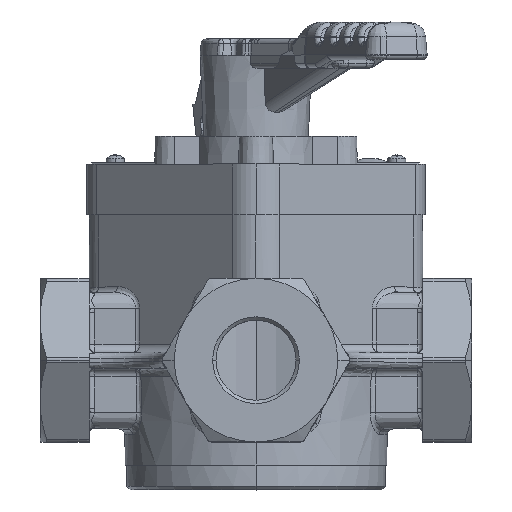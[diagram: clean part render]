
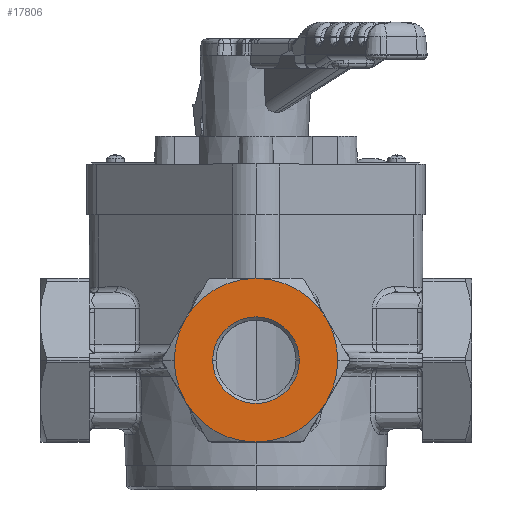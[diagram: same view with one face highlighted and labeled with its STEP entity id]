
A CAD part, top view. The second image highlights one B-rep face of the part: STEP entity #17806.
In plain terms, the highlighted planar face has unit normal (0, 0, 1).
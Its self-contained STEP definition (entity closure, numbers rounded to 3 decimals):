
#6956=CARTESIAN_POINT('Vertex',(0.,-20.,66.)) ;
#12988=CARTESIAN_POINT('Vertex',(-21.651,-32.5,66.)) ;
#13117=CARTESIAN_POINT('Axis2P3D Location',(0.,-45.,66.)) ;
#13134=CARTESIAN_POINT('Axis2P3D Location',(0.,-45.,66.)) ;
#13138=CARTESIAN_POINT('Vertex',(21.651,-32.5,66.)) ;
#17628=CARTESIAN_POINT('Vertex',(-25.,-45.,66.)) ;
#17631=CARTESIAN_POINT('Axis2P3D Location',(0.,-45.,66.)) ;
#17740=CARTESIAN_POINT('Axis2P3D Location',(-14.,-29.,66.)) ;
#17745=CARTESIAN_POINT('Axis2P3D Location',(0.,-45.,66.)) ;
#17749=CARTESIAN_POINT('Vertex',(-21.651,-57.5,66.)) ;
#17752=CARTESIAN_POINT('Axis2P3D Location',(0.,-45.,66.)) ;
#17756=CARTESIAN_POINT('Vertex',(0.,-70.,66.)) ;
#17759=CARTESIAN_POINT('Axis2P3D Location',(0.,-45.,66.)) ;
#17763=CARTESIAN_POINT('Vertex',(21.651,-57.5,66.)) ;
#17766=CARTESIAN_POINT('Axis2P3D Location',(0.,-45.,66.)) ;
#17770=CARTESIAN_POINT('Vertex',(25.,-45.,66.)) ;
#17773=CARTESIAN_POINT('Axis2P3D Location',(0.,-45.,66.)) ;
#17788=CARTESIAN_POINT('Axis2P3D Location',(0.,-45.,66.)) ;
#17792=CARTESIAN_POINT('Vertex',(13.25,-45.,66.)) ;
#17794=CARTESIAN_POINT('Vertex',(-13.25,-45.,66.)) ;
#17797=CARTESIAN_POINT('Axis2P3D Location',(0.,-45.,66.)) ;
#13118=DIRECTION('Axis2P3D Direction',(0.,0.,-1.)) ;
#13135=DIRECTION('Axis2P3D Direction',(0.,0.,-1.)) ;
#17632=DIRECTION('Axis2P3D Direction',(0.,0.,-1.)) ;
#17741=DIRECTION('Axis2P3D Direction',(0.,0.,-1.)) ;
#17742=DIRECTION('Axis2P3D XDirection',(-1.,0.,0.)) ;
#17746=DIRECTION('Axis2P3D Direction',(0.,0.,-1.)) ;
#17753=DIRECTION('Axis2P3D Direction',(0.,0.,-1.)) ;
#17760=DIRECTION('Axis2P3D Direction',(0.,0.,-1.)) ;
#17767=DIRECTION('Axis2P3D Direction',(0.,0.,-1.)) ;
#17774=DIRECTION('Axis2P3D Direction',(0.,0.,-1.)) ;
#17789=DIRECTION('Axis2P3D Direction',(0.,0.,-1.)) ;
#17798=DIRECTION('Axis2P3D Direction',(0.,0.,-1.)) ;
#13119=AXIS2_PLACEMENT_3D('Circle Axis2P3D',#13117,#13118,$) ;
#13136=AXIS2_PLACEMENT_3D('Circle Axis2P3D',#13134,#13135,$) ;
#17633=AXIS2_PLACEMENT_3D('Circle Axis2P3D',#17631,#17632,$) ;
#17743=AXIS2_PLACEMENT_3D('Plane Axis2P3D',#17740,#17741,#17742) ;
#17747=AXIS2_PLACEMENT_3D('Circle Axis2P3D',#17745,#17746,$) ;
#17754=AXIS2_PLACEMENT_3D('Circle Axis2P3D',#17752,#17753,$) ;
#17761=AXIS2_PLACEMENT_3D('Circle Axis2P3D',#17759,#17760,$) ;
#17768=AXIS2_PLACEMENT_3D('Circle Axis2P3D',#17766,#17767,$) ;
#17775=AXIS2_PLACEMENT_3D('Circle Axis2P3D',#17773,#17774,$) ;
#17790=AXIS2_PLACEMENT_3D('Circle Axis2P3D',#17788,#17789,$) ;
#17799=AXIS2_PLACEMENT_3D('Circle Axis2P3D',#17797,#17798,$) ;
#17779=ORIENTED_EDGE('',*,*,#17751,.F.) ;
#17780=ORIENTED_EDGE('',*,*,#17758,.F.) ;
#17781=ORIENTED_EDGE('',*,*,#17765,.F.) ;
#17782=ORIENTED_EDGE('',*,*,#17772,.F.) ;
#17783=ORIENTED_EDGE('',*,*,#17777,.F.) ;
#17784=ORIENTED_EDGE('',*,*,#13140,.F.) ;
#17785=ORIENTED_EDGE('',*,*,#13121,.F.) ;
#17786=ORIENTED_EDGE('',*,*,#17635,.F.) ;
#17803=ORIENTED_EDGE('',*,*,#17796,.T.) ;
#17804=ORIENTED_EDGE('',*,*,#17801,.T.) ;
#17805=FACE_BOUND('',#17802,.T.) ;
#17806=ADVANCED_FACE('500700424-2-solid1',(#17787,#17805),#17744,.F.) ;
#13120=CIRCLE('generated circle',#13119,25.) ;
#13137=CIRCLE('generated circle',#13136,25.) ;
#17634=CIRCLE('generated circle',#17633,25.) ;
#17748=CIRCLE('generated circle',#17747,25.) ;
#17755=CIRCLE('generated circle',#17754,25.) ;
#17762=CIRCLE('generated circle',#17761,25.) ;
#17769=CIRCLE('generated circle',#17768,25.) ;
#17776=CIRCLE('generated circle',#17775,25.) ;
#17791=CIRCLE('generated circle',#17790,13.25) ;
#17800=CIRCLE('generated circle',#17799,13.25) ;
#13121=EDGE_CURVE('',#12989,#6957,#13120,.T.) ;
#13140=EDGE_CURVE('',#6957,#13139,#13137,.T.) ;
#17635=EDGE_CURVE('',#17629,#12989,#17634,.T.) ;
#17751=EDGE_CURVE('',#17750,#17629,#17748,.T.) ;
#17758=EDGE_CURVE('',#17757,#17750,#17755,.T.) ;
#17765=EDGE_CURVE('',#17764,#17757,#17762,.T.) ;
#17772=EDGE_CURVE('',#17771,#17764,#17769,.T.) ;
#17777=EDGE_CURVE('',#13139,#17771,#17776,.T.) ;
#17796=EDGE_CURVE('',#17793,#17795,#17791,.T.) ;
#17801=EDGE_CURVE('',#17795,#17793,#17800,.T.) ;
#17778=EDGE_LOOP('',(#17779,#17780,#17781,#17782,#17783,#17784,#17785,#17786)) ;
#17802=EDGE_LOOP('',(#17803,#17804)) ;
#17787=FACE_OUTER_BOUND('',#17778,.T.) ;
#17744=PLANE('',#17743) ;
#6957=VERTEX_POINT('',#6956) ;
#12989=VERTEX_POINT('',#12988) ;
#13139=VERTEX_POINT('',#13138) ;
#17629=VERTEX_POINT('',#17628) ;
#17750=VERTEX_POINT('',#17749) ;
#17757=VERTEX_POINT('',#17756) ;
#17764=VERTEX_POINT('',#17763) ;
#17771=VERTEX_POINT('',#17770) ;
#17793=VERTEX_POINT('',#17792) ;
#17795=VERTEX_POINT('',#17794) ;
